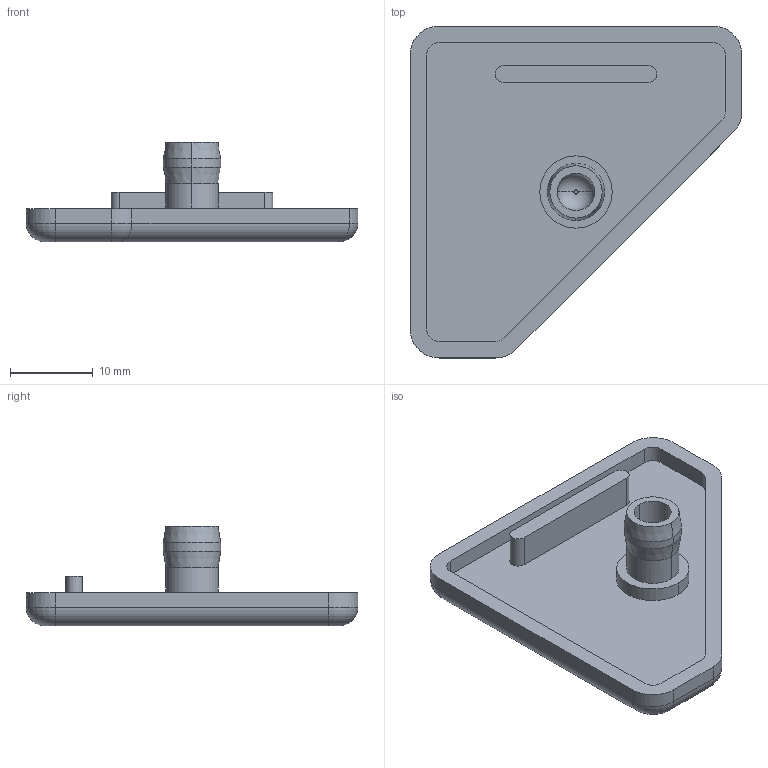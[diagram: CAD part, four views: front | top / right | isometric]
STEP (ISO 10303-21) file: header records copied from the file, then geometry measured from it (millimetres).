
FILE_DESCRIPTION (( 'STEP AP214' ), '1' );
FILE_NAME ('SZ0016S Profile Cap 40x40 45.STEP', '2021-10-21T11:55:41', ( '' ), ( '' ), 'SwSTEP 2.0', 'SolidWorks 2021', '' );
FILE_SCHEMA (( 'AUTOMOTIVE_DESIGN' ));
Length unit declared in the file: millimetre
Products named in the file (1): SZ0016S Profile Cap 40x40 45
Bounding box: 40 x 40 x 12 mm (x, y, z)
Volume: 3179.8 mm3; surface area: 3536.5 mm2
Topology: 1 solids, 1 shells, 56 faces, 131 edges, 82 vertices
Faces by surface type: cylinder 26, plane 19, torus 7, cone 4
Entity records: 1821 total; most frequent: CARTESIAN_POINT 466, DIRECTION 296, ORIENTED_EDGE 262, EDGE_CURVE 131, AXIS2_PLACEMENT_3D 115, VERTEX_POINT 82, LINE 66, VECTOR 66
